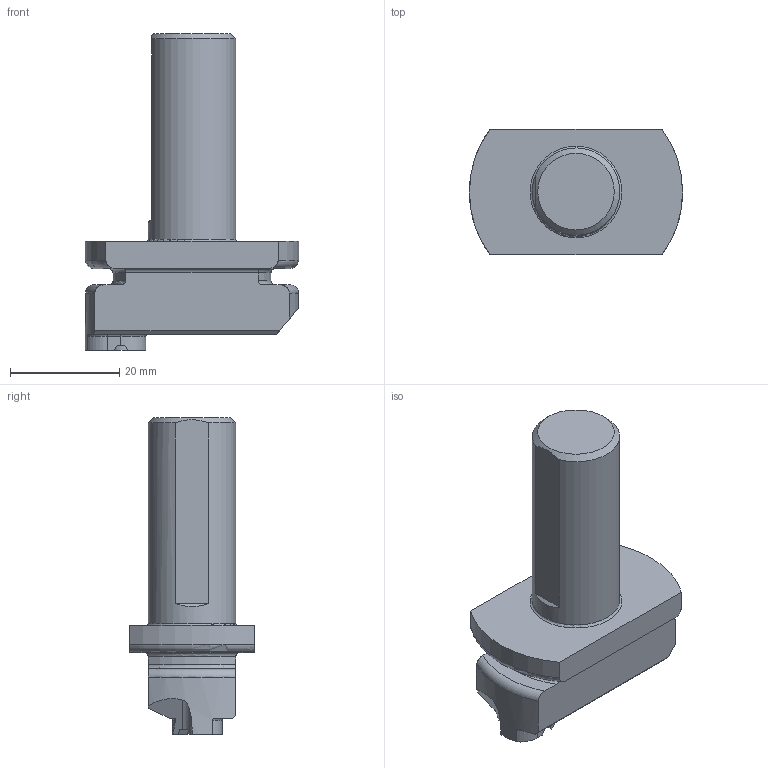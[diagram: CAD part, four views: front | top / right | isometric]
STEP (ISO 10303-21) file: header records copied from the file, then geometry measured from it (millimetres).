
FILE_DESCRIPTION(/* description */ (''),/* implementation_level */ '2;1');
FILE_NAME(/* name */ '1554470971101.stp',/* time_stamp */ '2019-04-05T15:29:50+02:00',/* author */ (''),/* organization */ ('SMS'),/* preprocessor_version */ 'ST-DEVELOPER v15',/* originating_system */ 'SIEMENS PLM Software NX 8.5',/* authorisation */ '');
FILE_SCHEMA (('AUTOMOTIVE_DESIGN { 1 0 10303 214 3 1 1 1 }'));
Length unit declared in the file: millimetre
Products named in the file (1): 111156008mod000_01
Bounding box: 39 x 23 x 58 mm (x, y, z)
Volume: 18454.1 mm3; surface area: 5520.3 mm2
Topology: 1 solids, 1 shells, 65 faces, 174 edges, 116 vertices
Faces by surface type: plane 31, cylinder 21, torus 12, cone 1
Full cylindrical faces by diameter (mm): 16 x1
Entity records: 2398 total; most frequent: CARTESIAN_POINT 745, ORIENTED_EDGE 338, DIRECTION 338, EDGE_CURVE 169, AXIS2_PLACEMENT_3D 130, VERTEX_POINT 111, LINE 78, VECTOR 78
